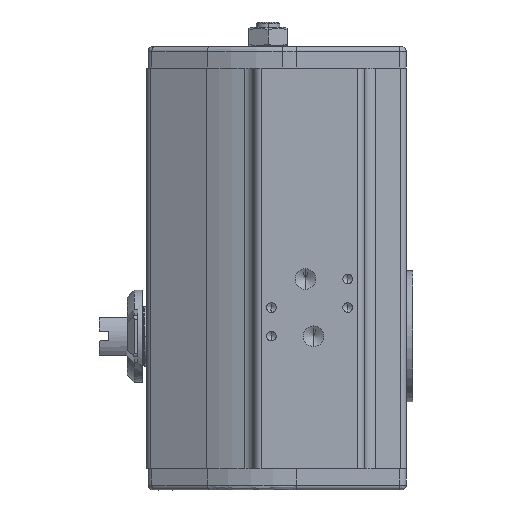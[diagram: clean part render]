
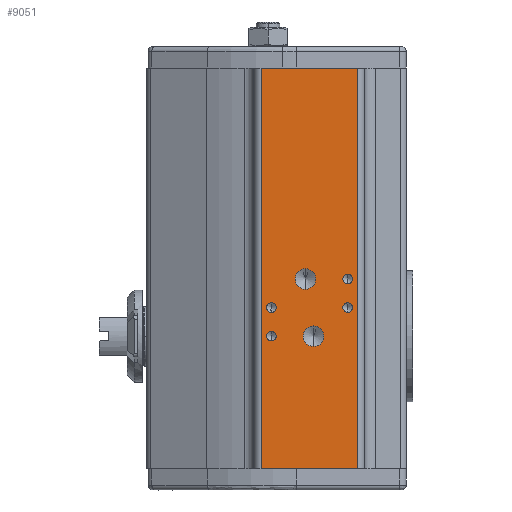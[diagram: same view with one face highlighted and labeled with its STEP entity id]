
A CAD part, left-side view. The second image highlights one B-rep face of the part: STEP entity #9051.
In plain terms, the highlighted planar face has unit normal (-1, 0, 0).
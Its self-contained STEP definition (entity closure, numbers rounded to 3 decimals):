
#193 = FACE_BOUND ( 'NONE', #4878, .T. ) ;
#323 = VERTEX_POINT ( 'NONE', #5477 ) ;
#514 = AXIS2_PLACEMENT_3D ( 'NONE', #8259, #836, #1905 ) ;
#637 = CARTESIAN_POINT ( 'NONE',  ( -55.5, -1.4, -121.5 ) ) ;
#827 = CIRCLE ( 'NONE', #6754, 2. ) ;
#836 = DIRECTION ( 'NONE',  ( -1., 0., 0. ) ) ;
#924 = EDGE_LOOP ( 'NONE', ( #11041, #5346 ) ) ;
#1010 = LINE ( 'NONE', #11876, #8978 ) ;
#1030 = CARTESIAN_POINT ( 'NONE',  ( -55.5, -15.7, -97.5 ) ) ;
#1035 = FACE_BOUND ( 'NONE', #3750, .T. ) ;
#1036 = DIRECTION ( 'NONE',  ( 0., 1., 0. ) ) ;
#1198 = EDGE_CURVE ( 'NONE', #12633, #8216, #5789, .T. ) ;
#1214 = CIRCLE ( 'NONE', #13184, 2. ) ;
#1296 = CIRCLE ( 'NONE', #9637, 2. ) ;
#1384 = FACE_BOUND ( 'NONE', #12065, .T. ) ;
#1392 = EDGE_LOOP ( 'NONE', ( #13813, #5879 ) ) ;
#1435 = CARTESIAN_POINT ( 'NONE',  ( -55.5, -33.4, -97.5 ) ) ;
#1439 = EDGE_LOOP ( 'NONE', ( #7252, #10429, #5255, #8185 ) ) ;
#1534 = DIRECTION ( 'NONE',  ( -1., 0., 0. ) ) ;
#1605 = EDGE_CURVE ( 'NONE', #2640, #7239, #2218, .T. ) ;
#1737 = VERTEX_POINT ( 'NONE', #11404 ) ;
#1851 = VECTOR ( 'NONE', #9640, 1000. ) ;
#1905 = DIRECTION ( 'NONE',  ( 0., 0., 1. ) ) ;
#1941 = EDGE_CURVE ( 'NONE', #5085, #2852, #11708, .T. ) ;
#2019 = CARTESIAN_POINT ( 'NONE',  ( -55.5, 2.951, -177. ) ) ;
#2218 = CIRCLE ( 'NONE', #12800, 2. ) ;
#2535 = VECTOR ( 'NONE', #9830, 1000. ) ;
#2547 = CARTESIAN_POINT ( 'NONE',  ( -55.5, -33.4, -95.5 ) ) ;
#2640 = VERTEX_POINT ( 'NONE', #2547 ) ;
#2667 = CIRCLE ( 'NONE', #3018, 2. ) ;
#2685 = CIRCLE ( 'NONE', #8033, 4.3 ) ;
#2709 = DIRECTION ( 'NONE',  ( -1., 0., 0. ) ) ;
#2733 = CARTESIAN_POINT ( 'NONE',  ( -55.5, -19.1, -121.5 ) ) ;
#2852 = VERTEX_POINT ( 'NONE', #8509 ) ;
#2978 = DIRECTION ( 'NONE',  ( -1., 0., 0. ) ) ;
#2989 = EDGE_CURVE ( 'NONE', #12633, #323, #12868, .T. ) ;
#3018 = AXIS2_PLACEMENT_3D ( 'NONE', #9815, #13008, #14040 ) ;
#3074 = CARTESIAN_POINT ( 'NONE',  ( -55.5, 5.7, -9. ) ) ;
#3222 = CARTESIAN_POINT ( 'NONE',  ( -55.5, -33.4, -109.5 ) ) ;
#3299 = DIRECTION ( 'NONE',  ( 0., 0., 1. ) ) ;
#3338 = CARTESIAN_POINT ( 'NONE',  ( -55.5, -33.4, -107.5 ) ) ;
#3456 = DIRECTION ( 'NONE',  ( 0., 0., 1. ) ) ;
#3750 = EDGE_LOOP ( 'NONE', ( #11484, #10612 ) ) ;
#3776 = CIRCLE ( 'NONE', #7818, 2. ) ;
#3925 = DIRECTION ( 'NONE',  ( 0., -1., 0. ) ) ;
#3963 = VERTEX_POINT ( 'NONE', #5233 ) ;
#4023 = CARTESIAN_POINT ( 'NONE',  ( -55.5, -6., -177. ) ) ;
#4213 = EDGE_CURVE ( 'NONE', #9752, #8159, #2667, .T. ) ;
#4239 = EDGE_LOOP ( 'NONE', ( #7731, #8475 ) ) ;
#4259 = PLANE ( 'NONE',  #8019 ) ;
#4690 = AXIS2_PLACEMENT_3D ( 'NONE', #2733, #9213, #10263 ) ;
#4878 = EDGE_LOOP ( 'NONE', ( #6981, #12546 ) ) ;
#5085 = VERTEX_POINT ( 'NONE', #7782 ) ;
#5125 = FACE_BOUND ( 'NONE', #924, .T. ) ;
#5233 = CARTESIAN_POINT ( 'NONE',  ( -55.5, -19.1, -125.8 ) ) ;
#5255 = ORIENTED_EDGE ( 'NONE', *, *, #2989, .F. ) ;
#5346 = ORIENTED_EDGE ( 'NONE', *, *, #4213, .F. ) ;
#5372 = CARTESIAN_POINT ( 'NONE',  ( -55.5, -15.7, -101.8 ) ) ;
#5477 = CARTESIAN_POINT ( 'NONE',  ( -55.5, 2.951, -9. ) ) ;
#5753 = CARTESIAN_POINT ( 'NONE',  ( -55.5, -37.351, -177. ) ) ;
#5789 = LINE ( 'NONE', #4023, #10376 ) ;
#5848 = EDGE_CURVE ( 'NONE', #8159, #9752, #1296, .T. ) ;
#5851 = ORIENTED_EDGE ( 'NONE', *, *, #8616, .F. ) ;
#5879 = ORIENTED_EDGE ( 'NONE', *, *, #10196, .F. ) ;
#5922 = CIRCLE ( 'NONE', #4690, 4.3 ) ;
#5963 = DIRECTION ( 'NONE',  ( 0., 0., 1. ) ) ;
#6216 = AXIS2_PLACEMENT_3D ( 'NONE', #1030, #6454, #3299 ) ;
#6454 = DIRECTION ( 'NONE',  ( -1., 0., 0. ) ) ;
#6659 = CARTESIAN_POINT ( 'NONE',  ( -55.5, -19.1, -121.5 ) ) ;
#6754 = AXIS2_PLACEMENT_3D ( 'NONE', #9592, #2978, #12699 ) ;
#6787 = FACE_OUTER_BOUND ( 'NONE', #1439, .T. ) ;
#6948 = AXIS2_PLACEMENT_3D ( 'NONE', #13811, #13955, #9453 ) ;
#6981 = ORIENTED_EDGE ( 'NONE', *, *, #1605, .F. ) ;
#7239 = VERTEX_POINT ( 'NONE', #13240 ) ;
#7252 = ORIENTED_EDGE ( 'NONE', *, *, #9946, .F. ) ;
#7466 = FACE_BOUND ( 'NONE', #1392, .T. ) ;
#7635 = CARTESIAN_POINT ( 'NONE',  ( -55.5, -19.1, -117.2 ) ) ;
#7731 = ORIENTED_EDGE ( 'NONE', *, *, #10631, .F. ) ;
#7782 = CARTESIAN_POINT ( 'NONE',  ( -55.5, -1.4, -119.5 ) ) ;
#7818 = AXIS2_PLACEMENT_3D ( 'NONE', #11230, #7919, #11186 ) ;
#7919 = DIRECTION ( 'NONE',  ( -1., 0., 0. ) ) ;
#8019 = AXIS2_PLACEMENT_3D ( 'NONE', #3074, #12850, #1036 ) ;
#8033 = AXIS2_PLACEMENT_3D ( 'NONE', #6659, #12076, #3456 ) ;
#8157 = AXIS2_PLACEMENT_3D ( 'NONE', #637, #12461, #5963 ) ;
#8159 = VERTEX_POINT ( 'NONE', #3338 ) ;
#8185 = ORIENTED_EDGE ( 'NONE', *, *, #1198, .T. ) ;
#8216 = VERTEX_POINT ( 'NONE', #5753 ) ;
#8240 = CARTESIAN_POINT ( 'NONE',  ( -55.5, -15.7, -93.2 ) ) ;
#8259 = CARTESIAN_POINT ( 'NONE',  ( -55.5, -1.4, -109.5 ) ) ;
#8464 = CIRCLE ( 'NONE', #6216, 4.3 ) ;
#8475 = ORIENTED_EDGE ( 'NONE', *, *, #10449, .F. ) ;
#8509 = CARTESIAN_POINT ( 'NONE',  ( -55.5, -1.4, -123.5 ) ) ;
#8616 = EDGE_CURVE ( 'NONE', #1737, #10013, #3776, .T. ) ;
#8651 = CIRCLE ( 'NONE', #514, 2. ) ;
#8809 = EDGE_CURVE ( 'NONE', #7239, #2640, #1214, .T. ) ;
#8978 = VECTOR ( 'NONE', #13068, 1000. ) ;
#9015 = DIRECTION ( 'NONE',  ( 0., 0., 1. ) ) ;
#9051 = ADVANCED_FACE ( 'NONE', ( #1384, #5125, #7466, #6787, #10377, #193, #1035 ), #4259, .F. ) ;
#9105 = DIRECTION ( 'NONE',  ( 0., 0., 1. ) ) ;
#9213 = DIRECTION ( 'NONE',  ( -1., 0., 0. ) ) ;
#9369 = EDGE_CURVE ( 'NONE', #10013, #1737, #8651, .T. ) ;
#9453 = DIRECTION ( 'NONE',  ( 0., 0., 1. ) ) ;
#9469 = LINE ( 'NONE', #10968, #2535 ) ;
#9592 = CARTESIAN_POINT ( 'NONE',  ( -55.5, -1.4, -121.5 ) ) ;
#9637 = AXIS2_PLACEMENT_3D ( 'NONE', #3222, #9796, #10840 ) ;
#9640 = DIRECTION ( 'NONE',  ( 0., 0., 1. ) ) ;
#9692 = ORIENTED_EDGE ( 'NONE', *, *, #9369, .F. ) ;
#9752 = VERTEX_POINT ( 'NONE', #12571 ) ;
#9758 = VERTEX_POINT ( 'NONE', #8240 ) ;
#9796 = DIRECTION ( 'NONE',  ( -1., 0., 0. ) ) ;
#9815 = CARTESIAN_POINT ( 'NONE',  ( -55.5, -33.4, -109.5 ) ) ;
#9830 = DIRECTION ( 'NONE',  ( 0., -1., 0. ) ) ;
#9946 = EDGE_CURVE ( 'NONE', #11405, #8216, #1010, .T. ) ;
#9954 = CIRCLE ( 'NONE', #6948, 4.3 ) ;
#9995 = VERTEX_POINT ( 'NONE', #7635 ) ;
#10013 = VERTEX_POINT ( 'NONE', #12892 ) ;
#10196 = EDGE_CURVE ( 'NONE', #12941, #9758, #8464, .T. ) ;
#10263 = DIRECTION ( 'NONE',  ( 0., 0., 1. ) ) ;
#10281 = EDGE_CURVE ( 'NONE', #323, #11405, #9469, .T. ) ;
#10376 = VECTOR ( 'NONE', #3925, 1000. ) ;
#10377 = FACE_BOUND ( 'NONE', #4239, .T. ) ;
#10429 = ORIENTED_EDGE ( 'NONE', *, *, #10281, .F. ) ;
#10449 = EDGE_CURVE ( 'NONE', #3963, #9995, #5922, .T. ) ;
#10612 = ORIENTED_EDGE ( 'NONE', *, *, #11035, .F. ) ;
#10631 = EDGE_CURVE ( 'NONE', #9995, #3963, #2685, .T. ) ;
#10840 = DIRECTION ( 'NONE',  ( 0., 0., 1. ) ) ;
#10968 = CARTESIAN_POINT ( 'NONE',  ( -55.5, -6., -9. ) ) ;
#11028 = EDGE_CURVE ( 'NONE', #9758, #12941, #9954, .T. ) ;
#11035 = EDGE_CURVE ( 'NONE', #2852, #5085, #827, .T. ) ;
#11041 = ORIENTED_EDGE ( 'NONE', *, *, #5848, .F. ) ;
#11186 = DIRECTION ( 'NONE',  ( 0., 0., 1. ) ) ;
#11230 = CARTESIAN_POINT ( 'NONE',  ( -55.5, -1.4, -109.5 ) ) ;
#11352 = CARTESIAN_POINT ( 'NONE',  ( -55.5, -37.351, -9. ) ) ;
#11404 = CARTESIAN_POINT ( 'NONE',  ( -55.5, -1.4, -107.5 ) ) ;
#11405 = VERTEX_POINT ( 'NONE', #11352 ) ;
#11484 = ORIENTED_EDGE ( 'NONE', *, *, #1941, .F. ) ;
#11708 = CIRCLE ( 'NONE', #8157, 2. ) ;
#11876 = CARTESIAN_POINT ( 'NONE',  ( -55.5, -37.351, -9. ) ) ;
#11978 = CARTESIAN_POINT ( 'NONE',  ( -55.5, 2.951, -9. ) ) ;
#12065 = EDGE_LOOP ( 'NONE', ( #5851, #9692 ) ) ;
#12076 = DIRECTION ( 'NONE',  ( -1., 0., 0. ) ) ;
#12380 = CARTESIAN_POINT ( 'NONE',  ( -55.5, -33.4, -97.5 ) ) ;
#12461 = DIRECTION ( 'NONE',  ( -1., 0., 0. ) ) ;
#12546 = ORIENTED_EDGE ( 'NONE', *, *, #8809, .F. ) ;
#12571 = CARTESIAN_POINT ( 'NONE',  ( -55.5, -33.4, -111.5 ) ) ;
#12633 = VERTEX_POINT ( 'NONE', #2019 ) ;
#12699 = DIRECTION ( 'NONE',  ( 0., 0., 1. ) ) ;
#12800 = AXIS2_PLACEMENT_3D ( 'NONE', #1435, #1534, #9015 ) ;
#12850 = DIRECTION ( 'NONE',  ( 1., 0., 0. ) ) ;
#12868 = LINE ( 'NONE', #11978, #1851 ) ;
#12892 = CARTESIAN_POINT ( 'NONE',  ( -55.5, -1.4, -111.5 ) ) ;
#12941 = VERTEX_POINT ( 'NONE', #5372 ) ;
#13008 = DIRECTION ( 'NONE',  ( -1., 0., 0. ) ) ;
#13068 = DIRECTION ( 'NONE',  ( 0., 0., -1. ) ) ;
#13184 = AXIS2_PLACEMENT_3D ( 'NONE', #12380, #2709, #9105 ) ;
#13240 = CARTESIAN_POINT ( 'NONE',  ( -55.5, -33.4, -99.5 ) ) ;
#13811 = CARTESIAN_POINT ( 'NONE',  ( -55.5, -15.7, -97.5 ) ) ;
#13813 = ORIENTED_EDGE ( 'NONE', *, *, #11028, .F. ) ;
#13955 = DIRECTION ( 'NONE',  ( -1., 0., 0. ) ) ;
#14040 = DIRECTION ( 'NONE',  ( 0., 0., 1. ) ) ;
